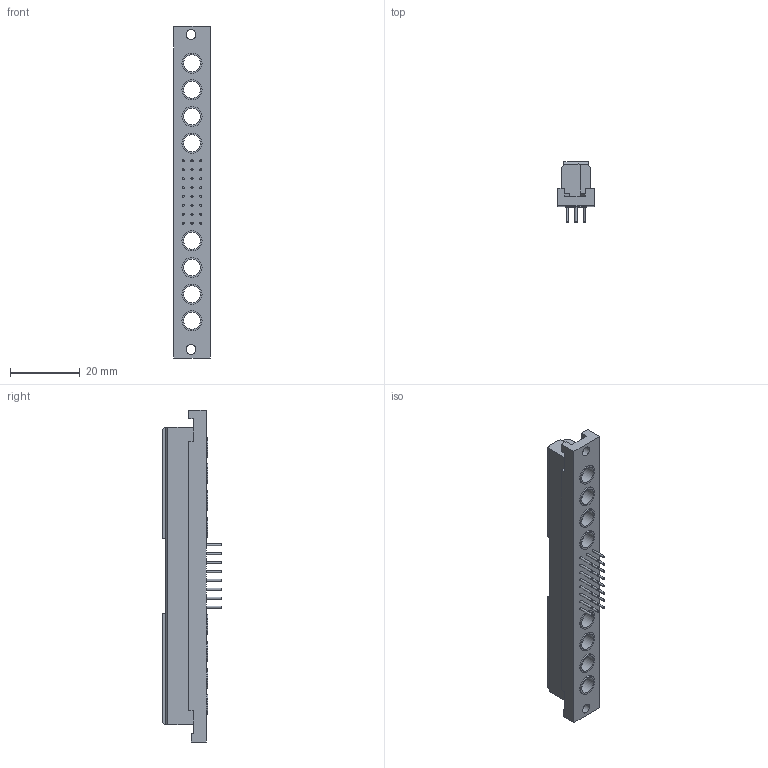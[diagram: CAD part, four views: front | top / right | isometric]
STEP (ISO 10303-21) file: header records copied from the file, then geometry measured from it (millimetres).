
FILE_DESCRIPTION(/* description */ (''),/* implementation_level */ '2;1');
FILE_NAME(/* name */ '100072343ugm000_b.stp',/* time_stamp */ '2015-09-21T11:49:48+02:00',/* author */ (''),/* organization */ (''),/* preprocessor_version */ 'ST-DEVELOPER v15',/* originating_system */ 'SIEMENS PLM Software NX 8.5',/* authorisation */ '');
FILE_SCHEMA (('AUTOMOTIVE_DESIGN { 1 0 10303 214 3 1 1 1 }'));
Length unit declared in the file: millimetre
Products named in the file (1): 100072343ugm000_b
Bounding box: 10.5 x 17.1 x 94.9 mm (x, y, z)
Volume: 8078.3 mm3; surface area: 6000.6 mm2
Topology: 1 solids, 1 shells, 252 faces, 574 edges, 380 vertices
Faces by surface type: plane 210, cylinder 42
Full cylindrical faces by diameter (mm): 0.6 x24, 2.8 x2, 4.82 x8, 5.75 x8
Entity records: 8289 total; most frequent: CARTESIAN_POINT 1165, DIRECTION 1122, ORIENTED_EDGE 1064, EDGE_CURVE 532, LINE 448, VECTOR 448, VERTEX_POINT 380, EDGE_LOOP 370
